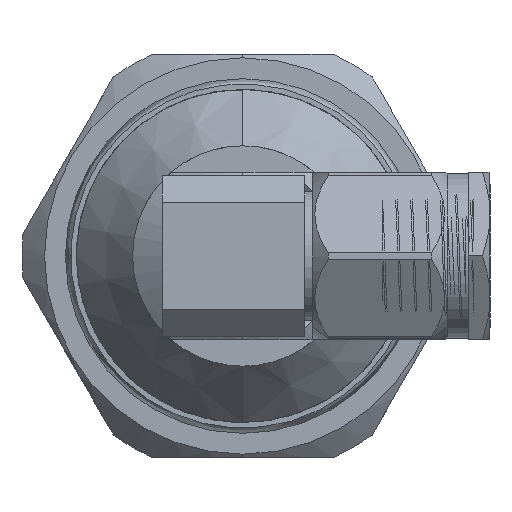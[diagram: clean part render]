
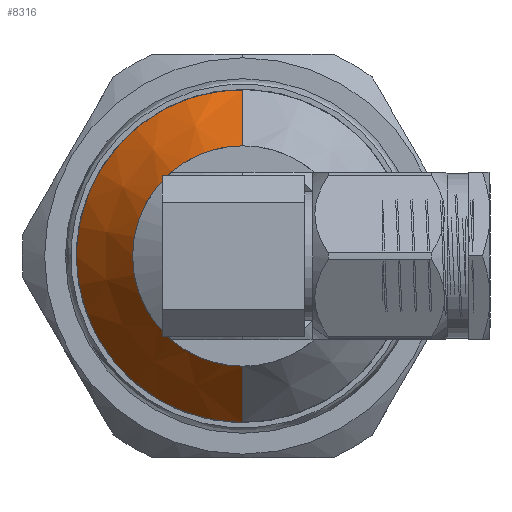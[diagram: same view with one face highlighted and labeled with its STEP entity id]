
A CAD part, left-side view. The second image highlights one B-rep face of the part: STEP entity #8316.
In plain terms, the highlighted conical face has half-angle 38.145 degrees and reference radius 7.874 mm.
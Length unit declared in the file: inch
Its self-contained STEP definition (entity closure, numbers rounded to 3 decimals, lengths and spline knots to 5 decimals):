
#691 = DIRECTION ( 'NONE',  ( 0., 0., 1. ) ) ;
#758 = ORIENTED_EDGE ( 'NONE', *, *, #2153, .T. ) ;
#1118 = ORIENTED_EDGE ( 'NONE', *, *, #7113, .T. ) ;
#2014 = VERTEX_POINT ( 'NONE', #6926 ) ;
#2153 = EDGE_CURVE ( 'NONE', #5160, #10551, #7410, .T. ) ;
#2708 = CARTESIAN_POINT ( 'NONE',  ( -0.8063, 0., -0.31 ) ) ;
#4095 = DIRECTION ( 'NONE',  ( 0.786, 0., 0.618 ) ) ;
#4331 = DIRECTION ( 'NONE',  ( 0., 0., 1. ) ) ;
#4940 = AXIS2_PLACEMENT_3D ( 'NONE', #7469, #10912, #9613 ) ;
#5104 = CARTESIAN_POINT ( 'NONE',  ( -0.8063, 0., 0. ) ) ;
#5160 = VERTEX_POINT ( 'NONE', #8451 ) ;
#5400 = AXIS2_PLACEMENT_3D ( 'NONE', #5104, #8689, #4331 ) ;
#5753 = FACE_OUTER_BOUND ( 'NONE', #6524, .T. ) ;
#5922 = CARTESIAN_POINT ( 'NONE',  ( -0.8063, 0., -0.31 ) ) ;
#6382 = VECTOR ( 'NONE', #10397, 39.37008 ) ;
#6524 = EDGE_LOOP ( 'NONE', ( #10487, #758, #1118, #8389 ) ) ;
#6564 = CONICAL_SURFACE ( 'NONE', #4940, 0.31, 0.666 ) ;
#6603 = DIRECTION ( 'NONE',  ( -1., 0., 0. ) ) ;
#6652 = CARTESIAN_POINT ( 'NONE',  ( -0.94, 0., 0. ) ) ;
#6680 = VERTEX_POINT ( 'NONE', #5922 ) ;
#6926 = CARTESIAN_POINT ( 'NONE',  ( -0.94, 0., -0.205 ) ) ;
#7113 = EDGE_CURVE ( 'NONE', #10551, #6680, #8798, .T. ) ;
#7410 = LINE ( 'NONE', #10856, #9911 ) ;
#7469 = CARTESIAN_POINT ( 'NONE',  ( -0.8063, 0., 0. ) ) ;
#7853 = LINE ( 'NONE', #2708, #6382 ) ;
#8155 = AXIS2_PLACEMENT_3D ( 'NONE', #6652, #6603, #691 ) ;
#8270 = EDGE_CURVE ( 'NONE', #5160, #2014, #9418, .T. ) ;
#8316 = ADVANCED_FACE ( 'NONE', ( #5753 ), #6564, .T. ) ;
#8389 = ORIENTED_EDGE ( 'NONE', *, *, #8446, .F. ) ;
#8446 = EDGE_CURVE ( 'NONE', #2014, #6680, #7853, .T. ) ;
#8451 = CARTESIAN_POINT ( 'NONE',  ( -0.94, 0., 0.205 ) ) ;
#8689 = DIRECTION ( 'NONE',  ( -1., 0., 0. ) ) ;
#8798 = CIRCLE ( 'NONE', #5400, 0.31 ) ;
#9098 = CARTESIAN_POINT ( 'NONE',  ( -0.8063, 0., 0.31 ) ) ;
#9418 = CIRCLE ( 'NONE', #8155, 0.205 ) ;
#9613 = DIRECTION ( 'NONE',  ( 0., 0., -1. ) ) ;
#9911 = VECTOR ( 'NONE', #4095, 39.37008 ) ;
#10397 = DIRECTION ( 'NONE',  ( 0.786, 0., -0.618 ) ) ;
#10487 = ORIENTED_EDGE ( 'NONE', *, *, #8270, .F. ) ;
#10551 = VERTEX_POINT ( 'NONE', #9098 ) ;
#10856 = CARTESIAN_POINT ( 'NONE',  ( -0.8063, 0., 0.31 ) ) ;
#10912 = DIRECTION ( 'NONE',  ( 1., 0., 0. ) ) ;
